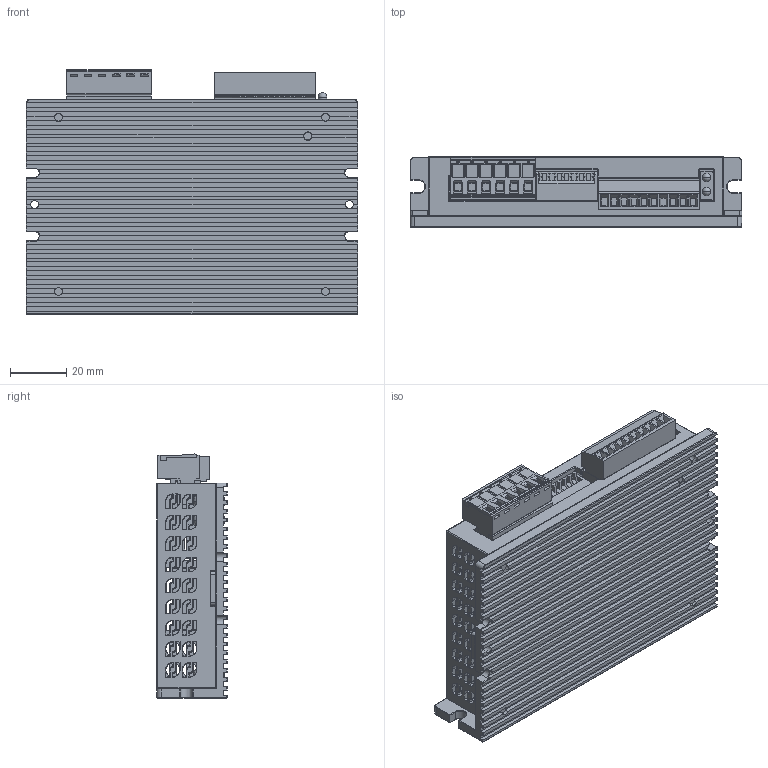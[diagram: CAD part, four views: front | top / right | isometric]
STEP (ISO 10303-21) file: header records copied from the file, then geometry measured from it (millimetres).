
FILE_DESCRIPTION((''),'2;1');
FILE_NAME('PRT0006','2024-12-30T11:25:38',('ruiwe'),(''),'CREO PARAMETRIC BY PTC INC, 2021063','CREO PARAMETRIC BY PTC INC, 2021063','');
FILE_SCHEMA(('CONFIG_CONTROL_DESIGN','SHAPE_APPEARANCE_LAYERS_GROUPS'));
Products named in the file (1): PRT0006
Bounding box: 118 x 25 x 86.84 mm (x, y, z)
Volume: 75890.7 mm3; surface area: 86250.1 mm2
Topology: 80 solids, 171 shells, 5188 faces, 13366 edges, 8485 vertices
Faces by surface type: plane 3062, cylinder 1214, bspline 379, torus 238, cone 215, sphere 72, extrusion 8
Entity records: 216104 total; most frequent: CARTESIAN_POINT 48792, ORIENTED_EDGE 26326, DIRECTION 23685, EDGE_CURVE 13306, PRESENTATION_STYLE_ASSIGNMENT 10897, STYLED_ITEM 9919, VECTOR 9069, LINE 9061
